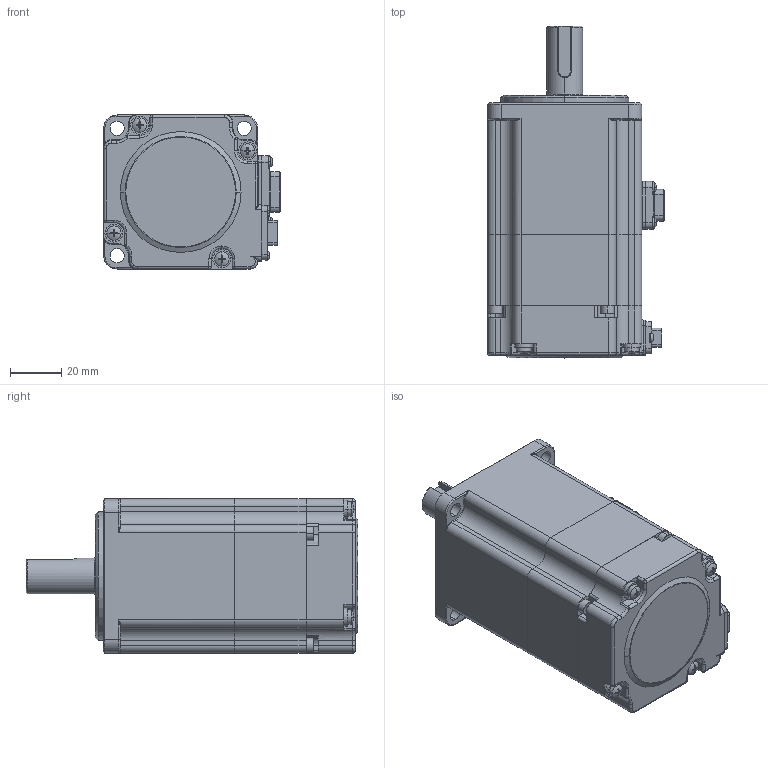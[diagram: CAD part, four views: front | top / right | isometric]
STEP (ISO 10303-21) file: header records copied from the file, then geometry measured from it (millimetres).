
FILE_DESCRIPTION (( 'STEP AP203' ), '1' );
FILE_NAME ('MS6H-60TH30BZ3-20P2-S.STEP', '2024-08-10T01:07:02', ( '' ), ( '' ), 'SwSTEP 2.0', 'SolidWorks 2022', '' );
FILE_SCHEMA (( 'CONFIG_CONTROL_DESIGN' ));
Length unit declared in the file: millimetre
Products named in the file (1): MS6H-60TH30BZ3-20P2-S
Bounding box: 68.8 x 129.15 x 60 mm (x, y, z)
Surface area: 37015.2 mm2 (no closed solid volume)
Topology: 0 solids, 28 shells, 784 faces, 2544 edges, 1748 vertices
Faces by surface type: plane 387, cylinder 253, torus 66, cone 32, sphere 24, bspline 22
Entity records: 28975 total; most frequent: CARTESIAN_POINT 6467, DIRECTION 4925, ORIENTED_EDGE 4200, EDGE_CURVE 2528, VERTEX_POINT 1748, AXIS2_PLACEMENT_3D 1714, VECTOR 1497, LINE 1497
